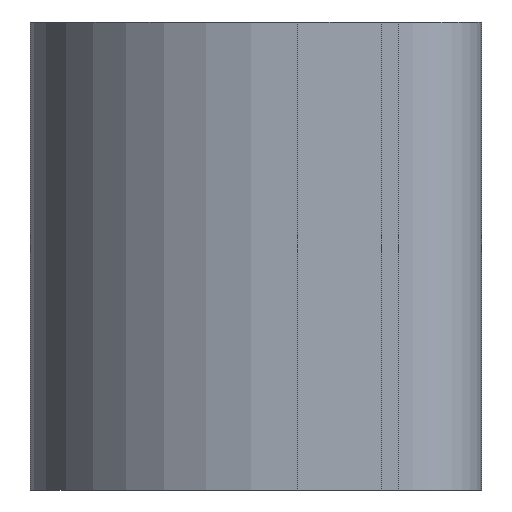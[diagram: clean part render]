
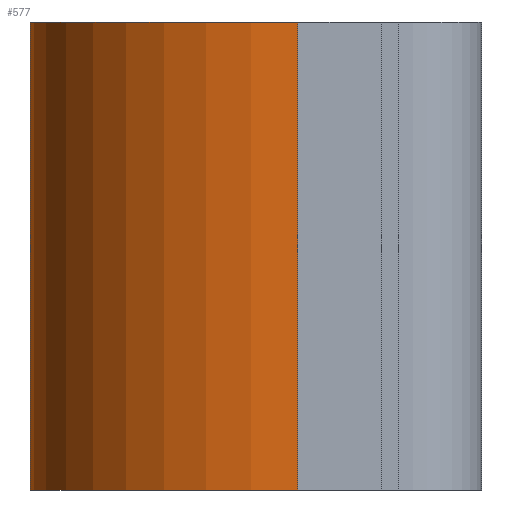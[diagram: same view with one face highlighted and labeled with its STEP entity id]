
A CAD part, left-side view. The second image highlights one B-rep face of the part: STEP entity #577.
In plain terms, the highlighted cylindrical face has radius 8 mm (diameter 16 mm), a partial arc.
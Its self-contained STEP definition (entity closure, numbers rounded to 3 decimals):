
#14 = ORIENTED_EDGE ( 'NONE', *, *, #239, .T. ) ;
#28 = DIRECTION ( 'NONE',  ( 0., 0., -1. ) ) ;
#30 = CARTESIAN_POINT ( 'NONE',  ( -22.5, 5.5, 7. ) ) ;
#34 = DIRECTION ( 'NONE',  ( -1., 0., 0. ) ) ;
#39 = VECTOR ( 'NONE', #466, 1000. ) ;
#44 = VERTEX_POINT ( 'NONE', #521 ) ;
#47 = EDGE_CURVE ( 'NONE', #481, #255, #397, .T. ) ;
#54 = LINE ( 'NONE', #63, #39 ) ;
#63 = CARTESIAN_POINT ( 'NONE',  ( -14.5, 5.5, 7. ) ) ;
#91 = ORIENTED_EDGE ( 'NONE', *, *, #47, .F. ) ;
#105 = AXIS2_PLACEMENT_3D ( 'NONE', #30, #28, #34 ) ;
#122 = ORIENTED_EDGE ( 'NONE', *, *, #220, .T. ) ;
#159 = CYLINDRICAL_SURFACE ( 'NONE', #105, 8. ) ;
#166 = FACE_OUTER_BOUND ( 'NONE', #574, .T. ) ;
#182 = CARTESIAN_POINT ( 'NONE',  ( -30.5, 5.5, 7. ) ) ;
#192 = CARTESIAN_POINT ( 'NONE',  ( -14.5, 5.5, -7. ) ) ;
#204 = CARTESIAN_POINT ( 'NONE',  ( -30.5, 5.5, 7. ) ) ;
#220 = EDGE_CURVE ( 'NONE', #44, #536, #54, .T. ) ;
#239 = EDGE_CURVE ( 'NONE', #536, #255, #517, .T. ) ;
#254 = EDGE_CURVE ( 'NONE', #44, #481, #520, .T. ) ;
#255 = VERTEX_POINT ( 'NONE', #581 ) ;
#288 = DIRECTION ( 'NONE',  ( 1., 0., 0. ) ) ;
#324 = DIRECTION ( 'NONE',  ( 0., 0., 1. ) ) ;
#346 = CARTESIAN_POINT ( 'NONE',  ( -22.5, 5.5, -7. ) ) ;
#349 = AXIS2_PLACEMENT_3D ( 'NONE', #576, #572, #569 ) ;
#362 = AXIS2_PLACEMENT_3D ( 'NONE', #346, #324, #288 ) ;
#395 = VECTOR ( 'NONE', #462, 1000. ) ;
#397 = LINE ( 'NONE', #182, #395 ) ;
#462 = DIRECTION ( 'NONE',  ( 0., 0., -1. ) ) ;
#466 = DIRECTION ( 'NONE',  ( 0., 0., -1. ) ) ;
#481 = VERTEX_POINT ( 'NONE', #204 ) ;
#488 = ORIENTED_EDGE ( 'NONE', *, *, #254, .F. ) ;
#517 = CIRCLE ( 'NONE', #362, 8. ) ;
#520 = CIRCLE ( 'NONE', #349, 8. ) ;
#521 = CARTESIAN_POINT ( 'NONE',  ( -14.5, 5.5, 7. ) ) ;
#536 = VERTEX_POINT ( 'NONE', #192 ) ;
#569 = DIRECTION ( 'NONE',  ( 1., 0., 0. ) ) ;
#572 = DIRECTION ( 'NONE',  ( 0., 0., 1. ) ) ;
#574 = EDGE_LOOP ( 'NONE', ( #14, #91, #488, #122 ) ) ;
#576 = CARTESIAN_POINT ( 'NONE',  ( -22.5, 5.5, 7. ) ) ;
#577 = ADVANCED_FACE ( 'NONE', ( #166 ), #159, .T. ) ;
#581 = CARTESIAN_POINT ( 'NONE',  ( -30.5, 5.5, -7. ) ) ;
